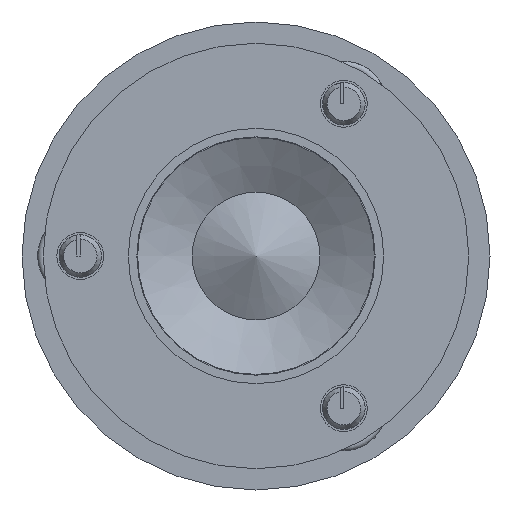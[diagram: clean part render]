
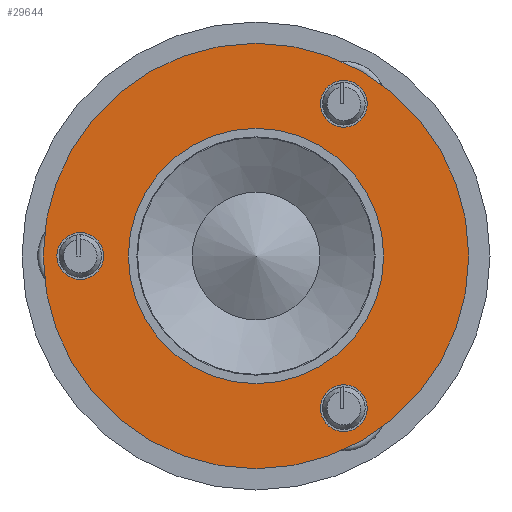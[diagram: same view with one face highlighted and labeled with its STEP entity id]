
A CAD part, front view. The second image highlights one B-rep face of the part: STEP entity #29644.
In plain terms, the highlighted planar face has unit normal (0, -1, 0).
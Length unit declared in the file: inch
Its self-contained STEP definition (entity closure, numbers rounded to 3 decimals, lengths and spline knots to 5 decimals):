
#4709 = AXIS2_PLACEMENT_3D ( 'NONE', #11521, #11522, #11523 ) ;
#4710 = AXIS2_PLACEMENT_3D ( 'NONE', #11526, #11527, #11528 ) ;
#4711 = AXIS2_PLACEMENT_3D ( 'NONE', #11529, #11530, #11531 ) ;
#4712 = AXIS2_PLACEMENT_3D ( 'NONE', #11532, #11533, #11534 ) ;
#4713 = AXIS2_PLACEMENT_3D ( 'NONE', #11538, #11539, #11540 ) ;
#8953 = CIRCLE ( 'NONE', #4710, 0.59055 ) ;
#8964 = CIRCLE ( 'NONE', #4709, 0.10827 ) ;
#8967 = CIRCLE ( 'NONE', #4713, 0.10827 ) ;
#8968 = CIRCLE ( 'NONE', #4711, 0.98425 ) ;
#8969 = CIRCLE ( 'NONE', #4712, 0.10827 ) ;
#9617 = VERTEX_POINT ( 'NONE', #13922 ) ;
#9618 = VERTEX_POINT ( 'NONE', #13924 ) ;
#9619 = VERTEX_POINT ( 'NONE', #13926 ) ;
#9620 = VERTEX_POINT ( 'NONE', #13928 ) ;
#9621 = VERTEX_POINT ( 'NONE', #13930 ) ;
#11521 = CARTESIAN_POINT ( 'NONE',  ( -0.81299, -0.15748, 0. ) ) ;
#11522 = DIRECTION ( 'NONE',  ( 0., 1., 0. ) ) ;
#11523 = DIRECTION ( 'NONE',  ( -0.5, 0., -0.866 ) ) ;
#11526 = CARTESIAN_POINT ( 'NONE',  ( 0., -0.15748, 0. ) ) ;
#11527 = DIRECTION ( 'NONE',  ( 0., 1., 0. ) ) ;
#11528 = DIRECTION ( 'NONE',  ( -0.5, 0., -0.866 ) ) ;
#11529 = CARTESIAN_POINT ( 'NONE',  ( 0., -0.15748, 0. ) ) ;
#11530 = DIRECTION ( 'NONE',  ( 0., 1., 0. ) ) ;
#11531 = DIRECTION ( 'NONE',  ( -0.5, 0., -0.866 ) ) ;
#11532 = CARTESIAN_POINT ( 'NONE',  ( 0.4065, -0.15748, 0.70407 ) ) ;
#11533 = DIRECTION ( 'NONE',  ( 0., 1., 0. ) ) ;
#11534 = DIRECTION ( 'NONE',  ( -0.5, 0., -0.866 ) ) ;
#11538 = CARTESIAN_POINT ( 'NONE',  ( 0.4065, -0.15748, -0.70407 ) ) ;
#11539 = DIRECTION ( 'NONE',  ( 0., 1., 0. ) ) ;
#11540 = DIRECTION ( 'NONE',  ( 0.5, 0., 0.866 ) ) ;
#13822 = ORIENTED_EDGE ( 'NONE', *, *, #31366, .T. ) ;
#13824 = ORIENTED_EDGE ( 'NONE', *, *, #31368, .T. ) ;
#13825 = ORIENTED_EDGE ( 'NONE', *, *, #31369, .F. ) ;
#13827 = ORIENTED_EDGE ( 'NONE', *, *, #31370, .T. ) ;
#13829 = ORIENTED_EDGE ( 'NONE', *, *, #31372, .T. ) ;
#13922 = CARTESIAN_POINT ( 'NONE',  ( -0.86713, -0.15748, -0.09376 ) ) ;
#13924 = CARTESIAN_POINT ( 'NONE',  ( -0.29528, -0.15748, -0.51143 ) ) ;
#13926 = CARTESIAN_POINT ( 'NONE',  ( -0.49213, -0.15748, -0.85239 ) ) ;
#13928 = CARTESIAN_POINT ( 'NONE',  ( 0.35236, -0.15748, 0.61031 ) ) ;
#13930 = CARTESIAN_POINT ( 'NONE',  ( 0.46063, -0.15748, -0.61031 ) ) ;
#15014 = FACE_BOUND ( 'NONE', #26620, .T. ) ;
#15015 = FACE_OUTER_BOUND ( 'NONE', #26595, .T. ) ;
#15016 = FACE_BOUND ( 'NONE', #26600, .T. ) ;
#15017 = FACE_BOUND ( 'NONE', #26569, .T. ) ;
#15018 = FACE_BOUND ( 'NONE', #26583, .T. ) ;
#15635 = PLANE ( 'NONE',  #16478 ) ;
#15681 = CARTESIAN_POINT ( 'NONE',  ( 0., -0.15748, 0. ) ) ;
#15682 = DIRECTION ( 'NONE',  ( 0., 1., 0. ) ) ;
#15683 = DIRECTION ( 'NONE',  ( -0.5, 0., -0.866 ) ) ;
#16478 = AXIS2_PLACEMENT_3D ( 'NONE', #15681, #15682, #15683 ) ;
#26569 = EDGE_LOOP ( 'NONE', ( #13827 ) ) ;
#26583 = EDGE_LOOP ( 'NONE', ( #13822 ) ) ;
#26595 = EDGE_LOOP ( 'NONE', ( #13825 ) ) ;
#26600 = EDGE_LOOP ( 'NONE', ( #13829 ) ) ;
#26620 = EDGE_LOOP ( 'NONE', ( #13824 ) ) ;
#29644 = ADVANCED_FACE ( 'NONE', ( #15018, #15014, #15015, #15017, #15016 ), #15635, .F. ) ;
#31366 = EDGE_CURVE ( 'NONE', #9617, #9617, #8964, .T. ) ;
#31368 = EDGE_CURVE ( 'NONE', #9618, #9618, #8953, .T. ) ;
#31369 = EDGE_CURVE ( 'NONE', #9619, #9619, #8968, .T. ) ;
#31370 = EDGE_CURVE ( 'NONE', #9620, #9620, #8969, .T. ) ;
#31372 = EDGE_CURVE ( 'NONE', #9621, #9621, #8967, .T. ) ;
